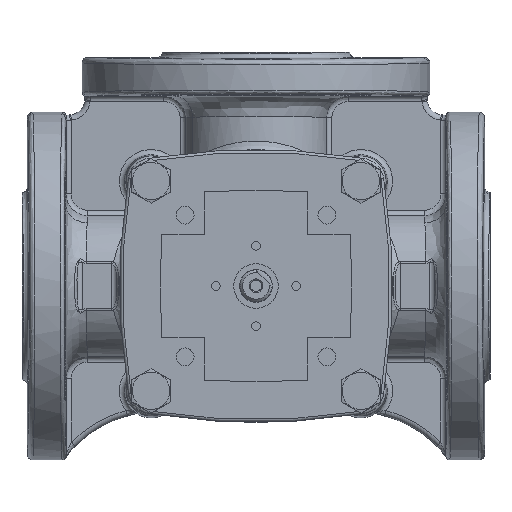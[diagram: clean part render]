
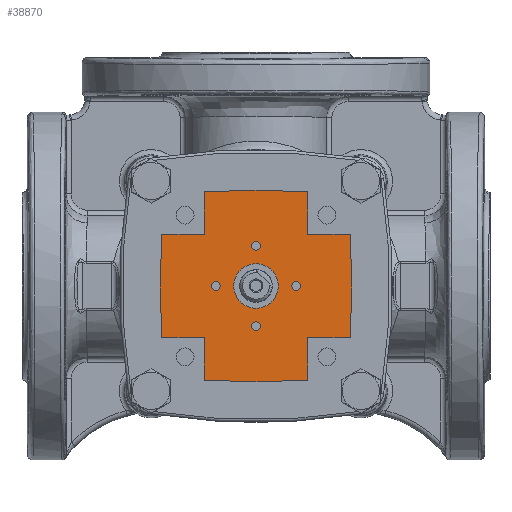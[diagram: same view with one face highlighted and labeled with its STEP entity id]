
A CAD part, top view. The second image highlights one B-rep face of the part: STEP entity #38870.
In plain terms, the highlighted planar face has unit normal (0, 0, 1).
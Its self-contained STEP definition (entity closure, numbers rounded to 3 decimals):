
#38643=CARTESIAN_POINT('Vertex',(8.35,0.,15.)) ;
#38648=CARTESIAN_POINT('Axis2P3D Location',(0.,0.,15.)) ;
#38652=CARTESIAN_POINT('Vertex',(-8.35,0.,15.)) ;
#38674=CARTESIAN_POINT('Axis2P3D Location',(0.,0.,15.)) ;
#38691=CARTESIAN_POINT('Axis2P3D Location',(0.,0.,15.)) ;
#38696=CARTESIAN_POINT('Axis2P3D Location',(0.,264.,15.)) ;
#38700=CARTESIAN_POINT('Vertex',(-19.5,-35.366,15.)) ;
#38702=CARTESIAN_POINT('Vertex',(19.5,-35.366,15.)) ;
#38705=CARTESIAN_POINT('Line Origine',(19.5,-27.433,15.)) ;
#38709=CARTESIAN_POINT('Vertex',(19.5,-19.5,15.)) ;
#38712=CARTESIAN_POINT('Line Origine',(27.433,-19.5,15.)) ;
#38716=CARTESIAN_POINT('Vertex',(35.366,-19.5,15.)) ;
#38719=CARTESIAN_POINT('Axis2P3D Location',(-264.,0.,15.)) ;
#38723=CARTESIAN_POINT('Vertex',(35.366,19.5,15.)) ;
#38726=CARTESIAN_POINT('Line Origine',(27.433,19.5,15.)) ;
#38730=CARTESIAN_POINT('Vertex',(19.5,19.5,15.)) ;
#38733=CARTESIAN_POINT('Line Origine',(19.5,27.433,15.)) ;
#38737=CARTESIAN_POINT('Vertex',(19.5,35.366,15.)) ;
#38740=CARTESIAN_POINT('Axis2P3D Location',(0.,-264.,15.)) ;
#38744=CARTESIAN_POINT('Vertex',(-19.5,35.366,15.)) ;
#38747=CARTESIAN_POINT('Line Origine',(-19.5,27.433,15.)) ;
#38751=CARTESIAN_POINT('Vertex',(-19.5,19.5,15.)) ;
#38754=CARTESIAN_POINT('Line Origine',(-27.433,19.5,15.)) ;
#38758=CARTESIAN_POINT('Vertex',(-35.366,19.5,15.)) ;
#38761=CARTESIAN_POINT('Axis2P3D Location',(264.,0.,15.)) ;
#38765=CARTESIAN_POINT('Vertex',(-35.366,-19.5,15.)) ;
#38768=CARTESIAN_POINT('Line Origine',(-27.433,-19.5,15.)) ;
#38772=CARTESIAN_POINT('Vertex',(-19.5,-19.5,15.)) ;
#38775=CARTESIAN_POINT('Line Origine',(-19.5,-27.433,15.)) ;
#38798=CARTESIAN_POINT('Axis2P3D Location',(15.,0.,15.)) ;
#38802=CARTESIAN_POINT('Vertex',(16.625,0.,15.)) ;
#38804=CARTESIAN_POINT('Vertex',(13.375,0.,15.)) ;
#38807=CARTESIAN_POINT('Axis2P3D Location',(15.,0.,15.)) ;
#38816=CARTESIAN_POINT('Axis2P3D Location',(0.,-15.,15.)) ;
#38820=CARTESIAN_POINT('Vertex',(1.625,-15.,15.)) ;
#38822=CARTESIAN_POINT('Vertex',(-1.625,-15.,15.)) ;
#38825=CARTESIAN_POINT('Axis2P3D Location',(0.,-15.,15.)) ;
#38834=CARTESIAN_POINT('Axis2P3D Location',(-15.,0.,15.)) ;
#38838=CARTESIAN_POINT('Vertex',(-13.375,0.,15.)) ;
#38840=CARTESIAN_POINT('Vertex',(-16.625,0.,15.)) ;
#38843=CARTESIAN_POINT('Axis2P3D Location',(-15.,0.,15.)) ;
#38852=CARTESIAN_POINT('Axis2P3D Location',(0.,15.,15.)) ;
#38856=CARTESIAN_POINT('Vertex',(1.625,15.,15.)) ;
#38858=CARTESIAN_POINT('Vertex',(-1.625,15.,15.)) ;
#38861=CARTESIAN_POINT('Axis2P3D Location',(0.,15.,15.)) ;
#38649=DIRECTION('Axis2P3D Direction',(0.,0.,1.)) ;
#38675=DIRECTION('Axis2P3D Direction',(0.,0.,1.)) ;
#38692=DIRECTION('Axis2P3D Direction',(0.,0.,1.)) ;
#38693=DIRECTION('Axis2P3D XDirection',(1.,0.,0.)) ;
#38697=DIRECTION('Axis2P3D Direction',(0.,0.,1.)) ;
#38706=DIRECTION('Vector Direction',(0.,-1.,0.)) ;
#38713=DIRECTION('Vector Direction',(-1.,0.,0.)) ;
#38720=DIRECTION('Axis2P3D Direction',(0.,0.,1.)) ;
#38727=DIRECTION('Vector Direction',(1.,0.,0.)) ;
#38734=DIRECTION('Vector Direction',(0.,-1.,0.)) ;
#38741=DIRECTION('Axis2P3D Direction',(0.,0.,1.)) ;
#38748=DIRECTION('Vector Direction',(0.,1.,0.)) ;
#38755=DIRECTION('Vector Direction',(1.,0.,0.)) ;
#38762=DIRECTION('Axis2P3D Direction',(0.,0.,1.)) ;
#38769=DIRECTION('Vector Direction',(-1.,0.,0.)) ;
#38776=DIRECTION('Vector Direction',(0.,1.,0.)) ;
#38799=DIRECTION('Axis2P3D Direction',(0.,0.,1.)) ;
#38808=DIRECTION('Axis2P3D Direction',(0.,0.,1.)) ;
#38817=DIRECTION('Axis2P3D Direction',(0.,0.,1.)) ;
#38826=DIRECTION('Axis2P3D Direction',(0.,0.,1.)) ;
#38835=DIRECTION('Axis2P3D Direction',(0.,0.,1.)) ;
#38844=DIRECTION('Axis2P3D Direction',(0.,0.,1.)) ;
#38853=DIRECTION('Axis2P3D Direction',(0.,0.,1.)) ;
#38862=DIRECTION('Axis2P3D Direction',(0.,0.,1.)) ;
#38650=AXIS2_PLACEMENT_3D('Circle Axis2P3D',#38648,#38649,$) ;
#38676=AXIS2_PLACEMENT_3D('Circle Axis2P3D',#38674,#38675,$) ;
#38694=AXIS2_PLACEMENT_3D('Plane Axis2P3D',#38691,#38692,#38693) ;
#38698=AXIS2_PLACEMENT_3D('Circle Axis2P3D',#38696,#38697,$) ;
#38721=AXIS2_PLACEMENT_3D('Circle Axis2P3D',#38719,#38720,$) ;
#38742=AXIS2_PLACEMENT_3D('Circle Axis2P3D',#38740,#38741,$) ;
#38763=AXIS2_PLACEMENT_3D('Circle Axis2P3D',#38761,#38762,$) ;
#38800=AXIS2_PLACEMENT_3D('Circle Axis2P3D',#38798,#38799,$) ;
#38809=AXIS2_PLACEMENT_3D('Circle Axis2P3D',#38807,#38808,$) ;
#38818=AXIS2_PLACEMENT_3D('Circle Axis2P3D',#38816,#38817,$) ;
#38827=AXIS2_PLACEMENT_3D('Circle Axis2P3D',#38825,#38826,$) ;
#38836=AXIS2_PLACEMENT_3D('Circle Axis2P3D',#38834,#38835,$) ;
#38845=AXIS2_PLACEMENT_3D('Circle Axis2P3D',#38843,#38844,$) ;
#38854=AXIS2_PLACEMENT_3D('Circle Axis2P3D',#38852,#38853,$) ;
#38863=AXIS2_PLACEMENT_3D('Circle Axis2P3D',#38861,#38862,$) ;
#38781=ORIENTED_EDGE('',*,*,#38704,.T.) ;
#38782=ORIENTED_EDGE('',*,*,#38711,.T.) ;
#38783=ORIENTED_EDGE('',*,*,#38718,.T.) ;
#38784=ORIENTED_EDGE('',*,*,#38725,.T.) ;
#38785=ORIENTED_EDGE('',*,*,#38732,.T.) ;
#38786=ORIENTED_EDGE('',*,*,#38739,.T.) ;
#38787=ORIENTED_EDGE('',*,*,#38746,.T.) ;
#38788=ORIENTED_EDGE('',*,*,#38753,.T.) ;
#38789=ORIENTED_EDGE('',*,*,#38760,.T.) ;
#38790=ORIENTED_EDGE('',*,*,#38767,.T.) ;
#38791=ORIENTED_EDGE('',*,*,#38774,.T.) ;
#38792=ORIENTED_EDGE('',*,*,#38779,.T.) ;
#38795=ORIENTED_EDGE('',*,*,#38654,.F.) ;
#38796=ORIENTED_EDGE('',*,*,#38678,.F.) ;
#38813=ORIENTED_EDGE('',*,*,#38806,.F.) ;
#38814=ORIENTED_EDGE('',*,*,#38811,.F.) ;
#38831=ORIENTED_EDGE('',*,*,#38824,.F.) ;
#38832=ORIENTED_EDGE('',*,*,#38829,.F.) ;
#38849=ORIENTED_EDGE('',*,*,#38842,.F.) ;
#38850=ORIENTED_EDGE('',*,*,#38847,.F.) ;
#38867=ORIENTED_EDGE('',*,*,#38860,.F.) ;
#38868=ORIENTED_EDGE('',*,*,#38865,.F.) ;
#38797=FACE_BOUND('',#38794,.T.) ;
#38815=FACE_BOUND('',#38812,.T.) ;
#38833=FACE_BOUND('',#38830,.T.) ;
#38851=FACE_BOUND('',#38848,.T.) ;
#38869=FACE_BOUND('',#38866,.T.) ;
#38707=VECTOR('Line Direction',#38706,1.) ;
#38714=VECTOR('Line Direction',#38713,1.) ;
#38728=VECTOR('Line Direction',#38727,1.) ;
#38735=VECTOR('Line Direction',#38734,1.) ;
#38749=VECTOR('Line Direction',#38748,1.) ;
#38756=VECTOR('Line Direction',#38755,1.) ;
#38770=VECTOR('Line Direction',#38769,1.) ;
#38777=VECTOR('Line Direction',#38776,1.) ;
#38870=ADVANCED_FACE('Body.2',(#38793,#38797,#38815,#38833,#38851,#38869),#38695,.T.) ;
#38651=CIRCLE('generated circle',#38650,8.35) ;
#38677=CIRCLE('generated circle',#38676,8.35) ;
#38699=CIRCLE('generated circle',#38698,300.) ;
#38722=CIRCLE('generated circle',#38721,300.) ;
#38743=CIRCLE('generated circle',#38742,300.) ;
#38764=CIRCLE('generated circle',#38763,300.) ;
#38801=CIRCLE('generated circle',#38800,1.625) ;
#38810=CIRCLE('generated circle',#38809,1.625) ;
#38819=CIRCLE('generated circle',#38818,1.625) ;
#38828=CIRCLE('generated circle',#38827,1.625) ;
#38837=CIRCLE('generated circle',#38836,1.625) ;
#38846=CIRCLE('generated circle',#38845,1.625) ;
#38855=CIRCLE('generated circle',#38854,1.625) ;
#38864=CIRCLE('generated circle',#38863,1.625) ;
#38654=EDGE_CURVE('',#38644,#38653,#38651,.T.) ;
#38678=EDGE_CURVE('',#38653,#38644,#38677,.T.) ;
#38704=EDGE_CURVE('',#38701,#38703,#38699,.T.) ;
#38711=EDGE_CURVE('',#38703,#38710,#38708,.F.) ;
#38718=EDGE_CURVE('',#38710,#38717,#38715,.F.) ;
#38725=EDGE_CURVE('',#38717,#38724,#38722,.T.) ;
#38732=EDGE_CURVE('',#38724,#38731,#38729,.F.) ;
#38739=EDGE_CURVE('',#38731,#38738,#38736,.F.) ;
#38746=EDGE_CURVE('',#38738,#38745,#38743,.T.) ;
#38753=EDGE_CURVE('',#38745,#38752,#38750,.F.) ;
#38760=EDGE_CURVE('',#38752,#38759,#38757,.F.) ;
#38767=EDGE_CURVE('',#38759,#38766,#38764,.T.) ;
#38774=EDGE_CURVE('',#38766,#38773,#38771,.F.) ;
#38779=EDGE_CURVE('',#38773,#38701,#38778,.F.) ;
#38806=EDGE_CURVE('',#38803,#38805,#38801,.T.) ;
#38811=EDGE_CURVE('',#38805,#38803,#38810,.T.) ;
#38824=EDGE_CURVE('',#38821,#38823,#38819,.T.) ;
#38829=EDGE_CURVE('',#38823,#38821,#38828,.T.) ;
#38842=EDGE_CURVE('',#38839,#38841,#38837,.T.) ;
#38847=EDGE_CURVE('',#38841,#38839,#38846,.T.) ;
#38860=EDGE_CURVE('',#38857,#38859,#38855,.T.) ;
#38865=EDGE_CURVE('',#38859,#38857,#38864,.T.) ;
#38780=EDGE_LOOP('',(#38781,#38782,#38783,#38784,#38785,#38786,#38787,#38788,#38789,#38790,#38791,#38792)) ;
#38794=EDGE_LOOP('',(#38795,#38796)) ;
#38812=EDGE_LOOP('',(#38813,#38814)) ;
#38830=EDGE_LOOP('',(#38831,#38832)) ;
#38848=EDGE_LOOP('',(#38849,#38850)) ;
#38866=EDGE_LOOP('',(#38867,#38868)) ;
#38793=FACE_OUTER_BOUND('',#38780,.T.) ;
#38708=LINE('Line',#38705,#38707) ;
#38715=LINE('Line',#38712,#38714) ;
#38729=LINE('Line',#38726,#38728) ;
#38736=LINE('Line',#38733,#38735) ;
#38750=LINE('Line',#38747,#38749) ;
#38757=LINE('Line',#38754,#38756) ;
#38771=LINE('Line',#38768,#38770) ;
#38778=LINE('Line',#38775,#38777) ;
#38695=PLANE('',#38694) ;
#38644=VERTEX_POINT('',#38643) ;
#38653=VERTEX_POINT('',#38652) ;
#38701=VERTEX_POINT('',#38700) ;
#38703=VERTEX_POINT('',#38702) ;
#38710=VERTEX_POINT('',#38709) ;
#38717=VERTEX_POINT('',#38716) ;
#38724=VERTEX_POINT('',#38723) ;
#38731=VERTEX_POINT('',#38730) ;
#38738=VERTEX_POINT('',#38737) ;
#38745=VERTEX_POINT('',#38744) ;
#38752=VERTEX_POINT('',#38751) ;
#38759=VERTEX_POINT('',#38758) ;
#38766=VERTEX_POINT('',#38765) ;
#38773=VERTEX_POINT('',#38772) ;
#38803=VERTEX_POINT('',#38802) ;
#38805=VERTEX_POINT('',#38804) ;
#38821=VERTEX_POINT('',#38820) ;
#38823=VERTEX_POINT('',#38822) ;
#38839=VERTEX_POINT('',#38838) ;
#38841=VERTEX_POINT('',#38840) ;
#38857=VERTEX_POINT('',#38856) ;
#38859=VERTEX_POINT('',#38858) ;
